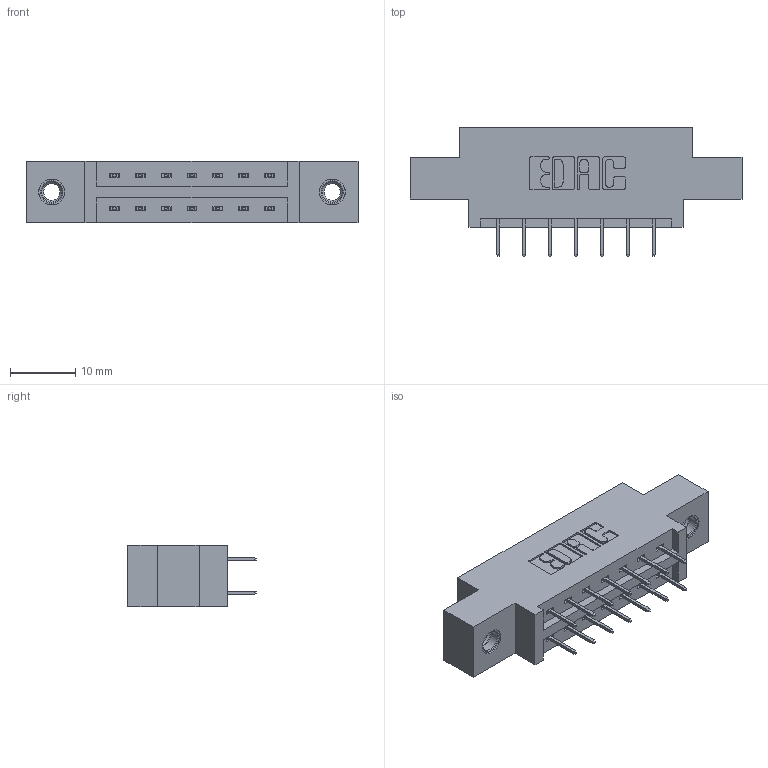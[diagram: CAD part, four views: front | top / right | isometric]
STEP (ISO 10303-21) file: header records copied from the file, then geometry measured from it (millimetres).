
FILE_DESCRIPTION (( 'STEP AP203' ), '1' );
FILE_NAME ('337-014-524-807.STEP', '2018-08-04T14:38:47', ( '' ), ( '' ), 'SwSTEP 2.0', 'SolidWorks 2016', '' );
FILE_SCHEMA (( 'CONFIG_CONTROL_DESIGN' ));
Length unit declared in the file: inch
Products named in the file (4): 345-250-001_345-250-005-103; 345-292-001_345-293-124; 337-014-524-807; 337 Part_0.170 Offset - 0.156 Dia-TI
Assembly tree (17 placements, depth 2):
  337-014-524-807
    337 Part_0.170 Offset - 0.156 Dia-TI
    345-292-001_345-293-124  x14
    345-250-001_345-250-005-103  x2
Bounding box: 50.75 x 19.69 x 9.4 mm (x, y, z)
Volume: 4730.3 mm3; surface area: 5085.7 mm2
Topology: 17 solids, 17 shells, 990 faces, 2769 edges, 1782 vertices
Faces by surface type: plane 722, cylinder 252, cone 12, torus 4
Entity records: 11346 total; most frequent: CARTESIAN_POINT 1921, ORIENTED_EDGE 1850, DIRECTION 1731, EDGE_CURVE 925, VECTOR 781, LINE 781, VERTEX_POINT 608, AXIS2_PLACEMENT_3D 475
